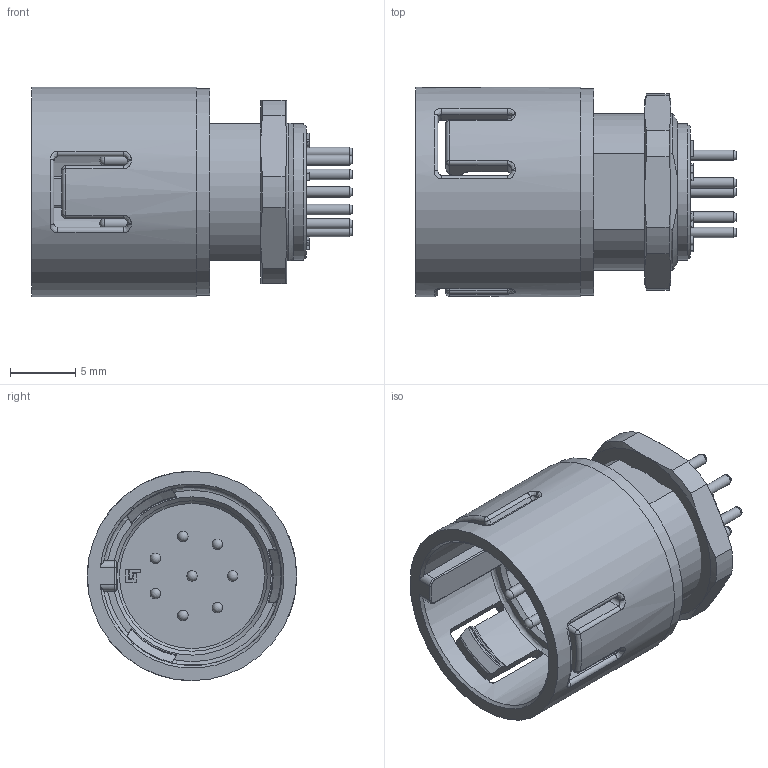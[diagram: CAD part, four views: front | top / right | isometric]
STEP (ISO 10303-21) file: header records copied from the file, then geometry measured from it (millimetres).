
FILE_DESCRIPTION(/* description */ (''),/* implementation_level */ '2;1');
FILE_NAME(/* name */ '99_9127_090_08_001_00.stp',/* time_stamp */ '2015-03-16T09:40:48+01:00',/* author */ (''),/* organization */ (''),/* preprocessor_version */ 'ST-DEVELOPER v14',/* originating_system */ 'SIEMENS PLM Software NX 8.0',/* authorisation */ '');
FILE_SCHEMA (('AUTOMOTIVE_DESIGN { 1 0 10303 214 3 1 1 1 }'));
Length unit declared in the file: millimetre
Products named in the file (1): cerl0C58C401ank7
Bounding box: 24.5 x 16 x 16 mm (x, y, z)
Volume: 2246.8 mm3; surface area: 2290.4 mm2
Topology: 2 solids, 2 shells, 317 faces, 801 edges, 499 vertices
Faces by surface type: plane 101, cylinder 79, extrusion 46, cone 32, torus 27, bspline 18, sphere 14
Full cylindrical faces by diameter (mm): 0.8 x16, 10.4 x1, 10.917 x1, 11.5 x1, 15.8 x1, 16 x1
Entity records: 11112 total; most frequent: CARTESIAN_POINT 4273, ORIENTED_EDGE 1442, DIRECTION 1237, EDGE_CURVE 721, AXIS2_PLACEMENT_3D 473, VERTEX_POINT 471, EDGE_LOOP 388, ADVANCED_FACE 317
